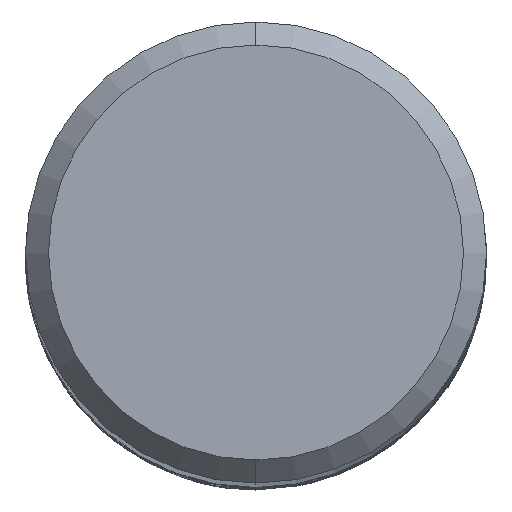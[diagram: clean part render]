
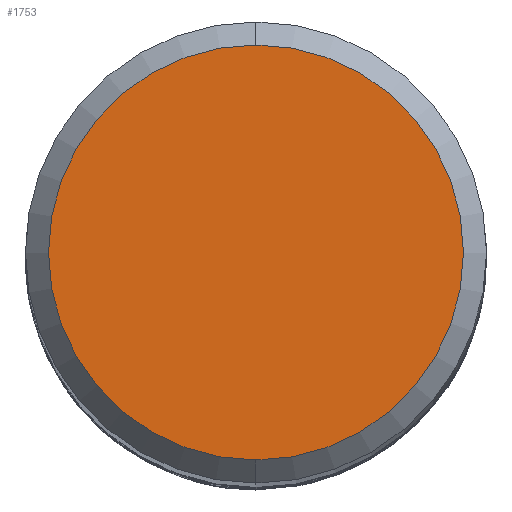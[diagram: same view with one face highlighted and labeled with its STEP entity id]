
A CAD part, top view. The second image highlights one B-rep face of the part: STEP entity #1753.
In plain terms, the highlighted planar face has unit normal (0, 0, 1).
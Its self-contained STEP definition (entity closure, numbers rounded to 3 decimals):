
#729=VERTEX_POINT('',#2121);
#1099=EDGE_CURVE('',#729,#1699,#2525,.T.);
#1699=VERTEX_POINT('',#3175);
#1753=ADVANCED_FACE('',(#3233),#3234,.T.);
#1971=EDGE_CURVE('',#1699,#729,#3474,.T.);
#2121=CARTESIAN_POINT('',(0.,-3.6,0.0));
#2525=CIRCLE('',#8323,3.6);
#3175=CARTESIAN_POINT('',(0.0,3.6,0.0));
#3233=FACE_OUTER_BOUND('',#17285,.T.);
#3234=PLANE('',#17286);
#3474=CIRCLE('',#20087,3.6);
#8323=AXIS2_PLACEMENT_3D('',#21447,#21448,#21449);
#17285=EDGE_LOOP('',(#22113,#22114));
#17286=AXIS2_PLACEMENT_3D('',#22115,#22116,#22117);
#20087=AXIS2_PLACEMENT_3D('',#22373,#22374,#22375);
#21447=CARTESIAN_POINT('',(0.0,0.0,0.0));
#21448=DIRECTION('',(0.0,0.0,-1.0));
#21449=DIRECTION('',(0.0,1.0,0.0));
#22113=ORIENTED_EDGE('',*,*,#1971,.F.);
#22114=ORIENTED_EDGE('',*,*,#1099,.F.);
#22115=CARTESIAN_POINT('',(0.0,1.8,0.0));
#22116=DIRECTION('',(-0.0,0.0,1.0));
#22117=DIRECTION('',(0.0,-1.0,0.0));
#22373=CARTESIAN_POINT('',(0.0,0.0,0.0));
#22374=DIRECTION('',(0.0,0.0,-1.0));
#22375=DIRECTION('',(0.0,1.0,0.0));
